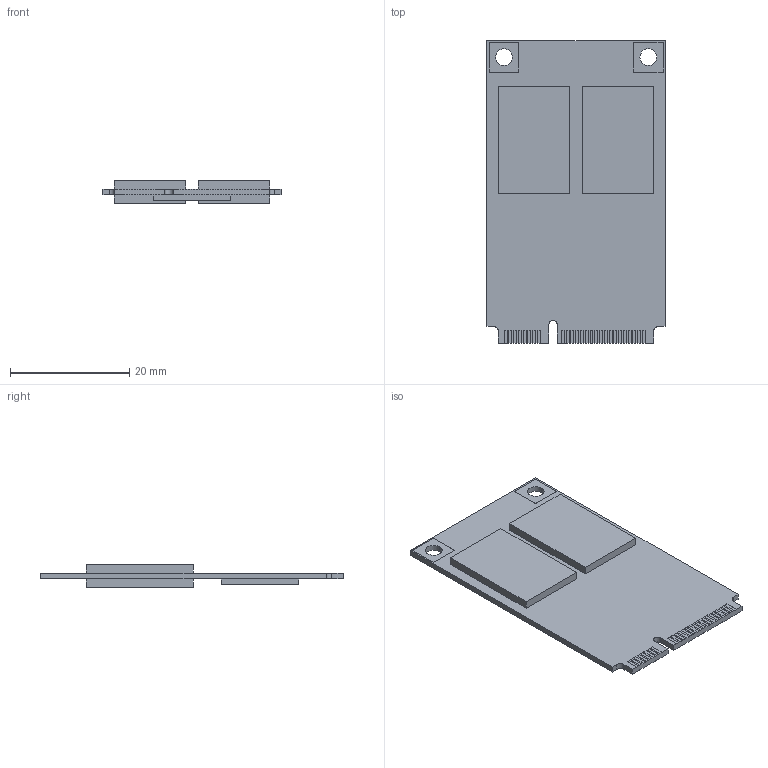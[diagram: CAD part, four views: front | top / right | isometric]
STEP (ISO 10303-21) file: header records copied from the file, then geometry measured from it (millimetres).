
FILE_DESCRIPTION (( 'STEP AP214' ), '1' );
FILE_NAME ('User Library-mSata SSD.STEP', '2020-04-29T04:11:49', ( '' ), ( '' ), 'SwSTEP 2.0', 'SolidWorks 2019', '' );
FILE_SCHEMA (( 'AUTOMOTIVE_DESIGN' ));
Length unit declared in the file: millimetre
Products named in the file (1): User Library-mSata SSD
Bounding box: 29.85 x 50.8 x 3.7 mm (x, y, z)
Volume: 2822.4 mm3; surface area: 3540.7 mm2
Topology: 1 solids, 1 shells, 273 faces, 786 edges, 524 vertices
Faces by surface type: plane 266, cylinder 7
Entity records: 9311 total; most frequent: CARTESIAN_POINT 1584, ORIENTED_EDGE 1572, DIRECTION 1348, EDGE_CURVE 786, LINE 772, VECTOR 772, VERTEX_POINT 524, AXIS2_PLACEMENT_3D 288
